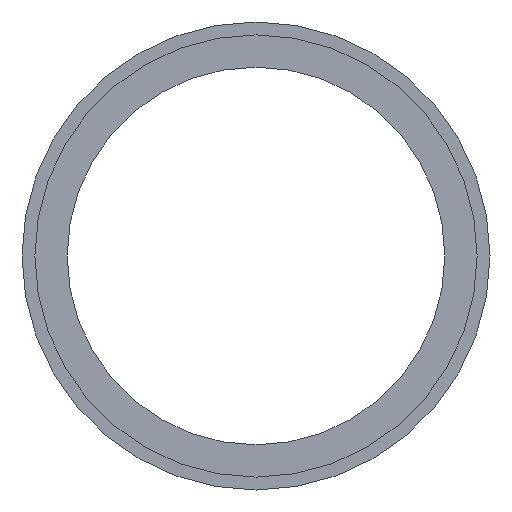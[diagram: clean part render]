
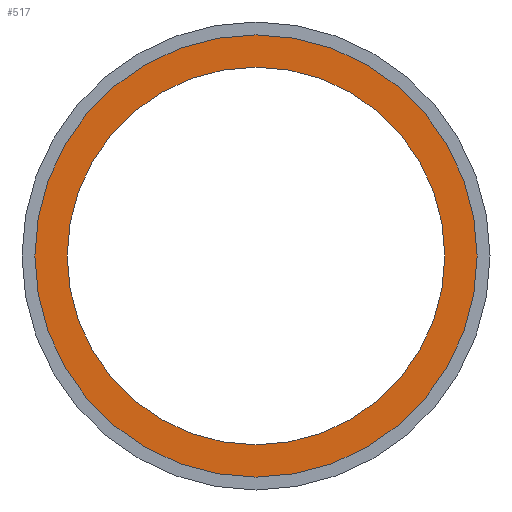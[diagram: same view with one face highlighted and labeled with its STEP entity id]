
A CAD part, front view. The second image highlights one B-rep face of the part: STEP entity #517.
In plain terms, the highlighted planar face has unit normal (0, -1, 0).
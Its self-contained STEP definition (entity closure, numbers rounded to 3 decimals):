
#23 = AXIS2_PLACEMENT_3D ( 'NONE', #37, #411, #515 ) ;
#35 = VERTEX_POINT ( 'NONE', #492 ) ;
#37 = CARTESIAN_POINT ( 'NONE',  ( 0., 5.5, 0. ) ) ;
#55 = EDGE_CURVE ( 'NONE', #406, #56, #81, .T. ) ;
#56 = VERTEX_POINT ( 'NONE', #593 ) ;
#71 = CIRCLE ( 'NONE', #23, 24.1 ) ;
#81 = CIRCLE ( 'NONE', #177, 24.1 ) ;
#104 = CARTESIAN_POINT ( 'NONE',  ( 0., 5.5, 0. ) ) ;
#111 = CARTESIAN_POINT ( 'NONE',  ( 0., 5.5, 0. ) ) ;
#115 = DIRECTION ( 'NONE',  ( 0., 1., 0. ) ) ;
#124 = EDGE_CURVE ( 'NONE', #35, #572, #190, .T. ) ;
#139 = AXIS2_PLACEMENT_3D ( 'NONE', #111, #259, #442 ) ;
#177 = AXIS2_PLACEMENT_3D ( 'NONE', #353, #115, #210 ) ;
#178 = CARTESIAN_POINT ( 'NONE',  ( 24.1, 5.5, 0. ) ) ;
#190 = CIRCLE ( 'NONE', #139, 20.5 ) ;
#208 = ORIENTED_EDGE ( 'NONE', *, *, #124, .T. ) ;
#210 = DIRECTION ( 'NONE',  ( 0., 0., 1. ) ) ;
#238 = EDGE_CURVE ( 'NONE', #572, #35, #304, .T. ) ;
#259 = DIRECTION ( 'NONE',  ( 0., 1., 0. ) ) ;
#276 = DIRECTION ( 'NONE',  ( 0., 0., 1. ) ) ;
#285 = ORIENTED_EDGE ( 'NONE', *, *, #501, .F. ) ;
#304 = CIRCLE ( 'NONE', #551, 20.5 ) ;
#330 = PLANE ( 'NONE',  #449 ) ;
#339 = ORIENTED_EDGE ( 'NONE', *, *, #238, .T. ) ;
#352 = ORIENTED_EDGE ( 'NONE', *, *, #55, .F. ) ;
#353 = CARTESIAN_POINT ( 'NONE',  ( 0., 5.5, 0. ) ) ;
#370 = DIRECTION ( 'NONE',  ( 0., 1., 0. ) ) ;
#406 = VERTEX_POINT ( 'NONE', #496 ) ;
#411 = DIRECTION ( 'NONE',  ( 0., 1., 0. ) ) ;
#416 = FACE_BOUND ( 'NONE', #516, .T. ) ;
#440 = DIRECTION ( 'NONE',  ( 0., 1., 0. ) ) ;
#442 = DIRECTION ( 'NONE',  ( 0., 0., 1. ) ) ;
#449 = AXIS2_PLACEMENT_3D ( 'NONE', #178, #370, #276 ) ;
#492 = CARTESIAN_POINT ( 'NONE',  ( 0., 5.5, -20.5 ) ) ;
#496 = CARTESIAN_POINT ( 'NONE',  ( 0., 5.5, 24.1 ) ) ;
#501 = EDGE_CURVE ( 'NONE', #56, #406, #71, .T. ) ;
#509 = CARTESIAN_POINT ( 'NONE',  ( 0., 5.5, 20.5 ) ) ;
#515 = DIRECTION ( 'NONE',  ( 0., 0., 1. ) ) ;
#516 = EDGE_LOOP ( 'NONE', ( #339, #208 ) ) ;
#517 = ADVANCED_FACE ( 'NONE', ( #519, #416 ), #330, .F. ) ;
#519 = FACE_OUTER_BOUND ( 'NONE', #577, .T. ) ;
#551 = AXIS2_PLACEMENT_3D ( 'NONE', #104, #440, #591 ) ;
#572 = VERTEX_POINT ( 'NONE', #509 ) ;
#577 = EDGE_LOOP ( 'NONE', ( #352, #285 ) ) ;
#591 = DIRECTION ( 'NONE',  ( 0., 0., 1. ) ) ;
#593 = CARTESIAN_POINT ( 'NONE',  ( 0., 5.5, -24.1 ) ) ;
